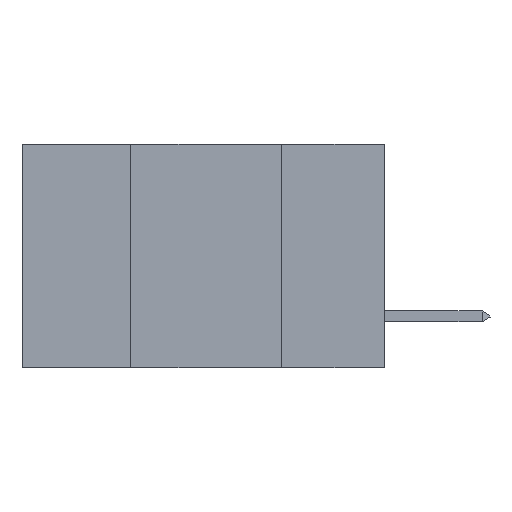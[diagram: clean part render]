
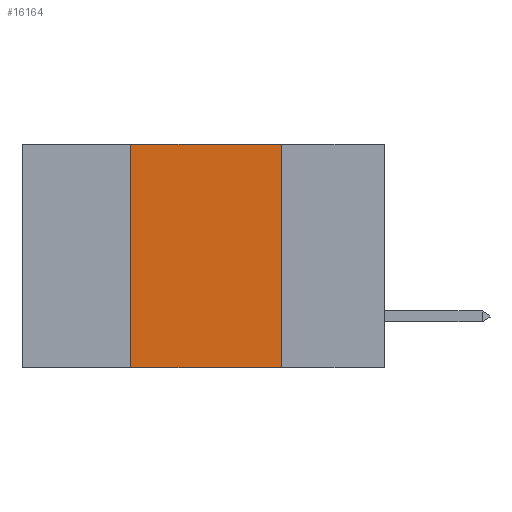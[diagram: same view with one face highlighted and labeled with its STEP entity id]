
A CAD part, left-side view. The second image highlights one B-rep face of the part: STEP entity #16164.
In plain terms, the highlighted planar face has unit normal (-1, 0, 0).
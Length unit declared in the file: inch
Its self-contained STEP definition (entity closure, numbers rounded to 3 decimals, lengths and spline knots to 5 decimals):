
#636 = DIRECTION ( 'NONE',  ( 0., 0., -1. ) ) ;
#1019 = VERTEX_POINT ( 'NONE', #6288 ) ;
#1925 = EDGE_CURVE ( 'NONE', #15595, #12163, #22266, .T. ) ;
#2398 = DIRECTION ( 'NONE',  ( 0., -1., 0. ) ) ;
#2737 = VECTOR ( 'NONE', #14339, 39.37008 ) ;
#3375 = EDGE_CURVE ( 'NONE', #1019, #12163, #5040, .T. ) ;
#3562 = EDGE_CURVE ( 'NONE', #15595, #22730, #13373, .T. ) ;
#5040 = LINE ( 'NONE', #6180, #22763 ) ;
#5055 = CARTESIAN_POINT ( 'NONE',  ( 0., 0.42, 0. ) ) ;
#6180 = CARTESIAN_POINT ( 'NONE',  ( 0., 0.17, 0. ) ) ;
#6288 = CARTESIAN_POINT ( 'NONE',  ( 0., 0.17, 0. ) ) ;
#7249 = PLANE ( 'NONE',  #22694 ) ;
#9048 = FACE_OUTER_BOUND ( 'NONE', #16756, .T. ) ;
#9339 = CARTESIAN_POINT ( 'NONE',  ( 0., 0.42, -0.37 ) ) ;
#10156 = CARTESIAN_POINT ( 'NONE',  ( 0., 0.6, 0. ) ) ;
#10194 = VECTOR ( 'NONE', #2398, 39.37008 ) ;
#11819 = DIRECTION ( 'NONE',  ( 0., -1., 0. ) ) ;
#11909 = ORIENTED_EDGE ( 'NONE', *, *, #3562, .F. ) ;
#12163 = VERTEX_POINT ( 'NONE', #20794 ) ;
#12463 = ORIENTED_EDGE ( 'NONE', *, *, #17990, .F. ) ;
#12830 = CARTESIAN_POINT ( 'NONE',  ( 0., 0.6, 0. ) ) ;
#13373 = LINE ( 'NONE', #16308, #2737 ) ;
#14339 = DIRECTION ( 'NONE',  ( 0., 0., 1. ) ) ;
#15218 = LINE ( 'NONE', #10156, #10194 ) ;
#15595 = VERTEX_POINT ( 'NONE', #9339 ) ;
#16164 = ADVANCED_FACE ( 'NONE', ( #9048 ), #7249, .F. ) ;
#16308 = CARTESIAN_POINT ( 'NONE',  ( 0., 0.42, 0. ) ) ;
#16481 = ORIENTED_EDGE ( 'NONE', *, *, #3375, .F. ) ;
#16756 = EDGE_LOOP ( 'NONE', ( #16481, #12463, #11909, #23504 ) ) ;
#17990 = EDGE_CURVE ( 'NONE', #22730, #1019, #15218, .T. ) ;
#18676 = DIRECTION ( 'NONE',  ( 1., 0., 0. ) ) ;
#18767 = DIRECTION ( 'NONE',  ( 0., 0., -1. ) ) ;
#20794 = CARTESIAN_POINT ( 'NONE',  ( 0., 0.17, -0.37 ) ) ;
#21133 = VECTOR ( 'NONE', #11819, 39.37008 ) ;
#22266 = LINE ( 'NONE', #23068, #21133 ) ;
#22694 = AXIS2_PLACEMENT_3D ( 'NONE', #12830, #18676, #18767 ) ;
#22730 = VERTEX_POINT ( 'NONE', #5055 ) ;
#22763 = VECTOR ( 'NONE', #636, 39.37008 ) ;
#23068 = CARTESIAN_POINT ( 'NONE',  ( 0., 0.6, -0.37 ) ) ;
#23504 = ORIENTED_EDGE ( 'NONE', *, *, #1925, .T. ) ;
